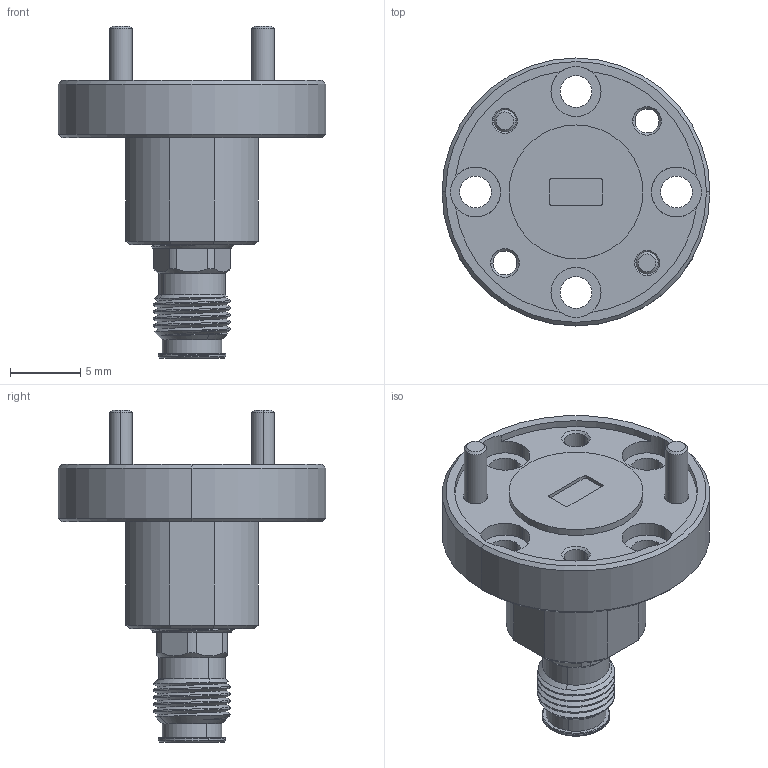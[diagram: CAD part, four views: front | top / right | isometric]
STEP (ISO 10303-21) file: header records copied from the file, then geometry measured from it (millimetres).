
FILE_DESCRIPTION (( 'STEP AP203' ), '1' );
FILE_NAME ('SWC-15EF-E1.STEP', '2024-09-23T18:37:13', ( '' ), ( '' ), 'SwSTEP 2.0', 'SolidWorks 2021', '' );
FILE_SCHEMA (( 'CONFIG_CONTROL_DESIGN' ));
Length unit declared in the file: inch
Products named in the file (1): SWC-15EF-E1
Bounding box: 19.05 x 19.05 x 23.61 mm (x, y, z)
Volume: 1687 mm3; surface area: 1562.6 mm2
Topology: 3 solids, 3 shells, 184 faces, 457 edges, 290 vertices
Faces by surface type: cylinder 80, plane 48, cone 45, bspline 11
Entity records: 7858 total; most frequent: CARTESIAN_POINT 3421, DIRECTION 928, ORIENTED_EDGE 910, EDGE_CURVE 455, AXIS2_PLACEMENT_3D 376, VERTEX_POINT 290, EDGE_LOOP 213, CIRCLE 202
